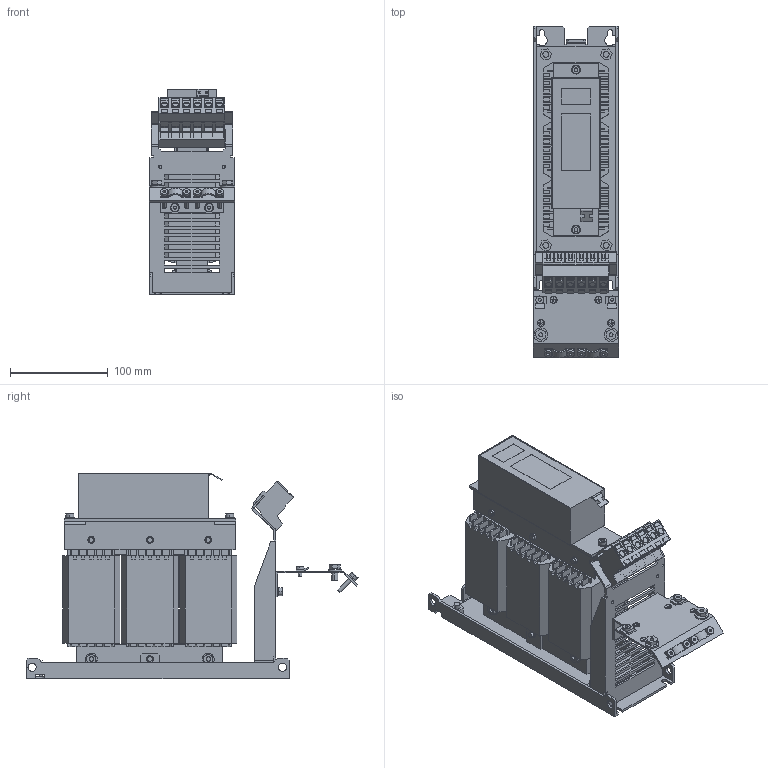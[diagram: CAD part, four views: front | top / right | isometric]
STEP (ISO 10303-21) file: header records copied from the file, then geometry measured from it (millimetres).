
FILE_DESCRIPTION((''),'2;1');
FILE_NAME('132H4239_PART_','2023-03-29T14:24:40',('U388355'),('Danfoss Power Electronics'),'CREO PARAMETRIC BY PTC INC, 2020342','CREO PARAMETRIC BY PTC INC, 2020342','');
FILE_SCHEMA(('CONFIG_CONTROL_DESIGN','GEOMETRIC_VALIDATION_PROPERTIES_MIM'));
Length unit declared in the file: millimetre
Products named in the file (1): 132H4239_PART_
Bounding box: 88 x 340.5 x 211.07 mm (x, y, z)
Volume: 1904905.8 mm3; surface area: 348697.4 mm2
Topology: 7 solids, 7 shells, 1682 faces, 4583 edges, 3008 vertices
Faces by surface type: plane 1394, cylinder 288
Entity records: 52818 total; most frequent: CARTESIAN_POINT 9638, ORIENTED_EDGE 9166, DIRECTION 8390, EDGE_CURVE 4583, VECTOR 3952, LINE 3952, VERTEX_POINT 3008, AXIS2_PLACEMENT_3D 2219
